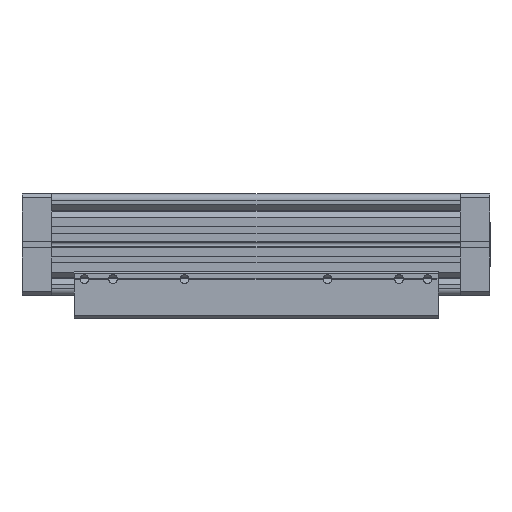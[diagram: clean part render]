
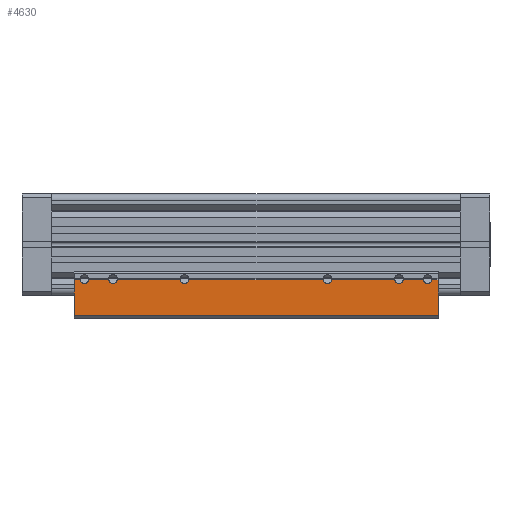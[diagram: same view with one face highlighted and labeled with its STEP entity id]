
A CAD part, front view. The second image highlights one B-rep face of the part: STEP entity #4630.
In plain terms, the highlighted face is planar.
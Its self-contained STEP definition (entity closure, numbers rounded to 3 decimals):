
#216 = FACE_OUTER_BOUND ( 'NONE', #8325, .T. ) ;
#380 = LINE ( 'NONE', #18186, #383 ) ;
#383 = VECTOR ( 'NONE', #18189, 1000. ) ;
#420 = VECTOR ( 'NONE', #18256, 1000. ) ;
#423 = LINE ( 'NONE', #18250, #420 ) ;
#536 = LINE ( 'NONE', #18537, #537 ) ;
#537 = VECTOR ( 'NONE', #18538, 1000. ) ;
#2544 = AXIS2_PLACEMENT_3D ( 'NONE', #17479, #17485, #17486 ) ;
#2887 = AXIS2_PLACEMENT_3D ( 'NONE', #23775, #23786, #23787 ) ;
#2888 = AXIS2_PLACEMENT_3D ( 'NONE', #23778, #23783, #23784 ) ;
#2889 = AXIS2_PLACEMENT_3D ( 'NONE', #23785, #23798, #23799 ) ;
#2890 = AXIS2_PLACEMENT_3D ( 'NONE', #23782, #23795, #23796 ) ;
#2891 = AXIS2_PLACEMENT_3D ( 'NONE', #23794, #23801, #23802 ) ;
#2892 = AXIS2_PLACEMENT_3D ( 'NONE', #23797, #23803, #23804 ) ;
#4630 = ADVANCED_FACE ( 'NONE', ( #216 ), #17476, .T. ) ;
#5420 = CARTESIAN_POINT ( 'NONE',  ( 459., -706.388, -45.775 ) ) ;
#5428 = DIRECTION ( 'NONE',  ( -1., 0., 0. ) ) ;
#5607 = CARTESIAN_POINT ( 'NONE',  ( 459., -706.388, -45.775 ) ) ;
#5608 = CARTESIAN_POINT ( 'NONE',  ( 459., -706.388, -45.775 ) ) ;
#5609 = DIRECTION ( 'NONE',  ( -1., 0., 0. ) ) ;
#5633 = DIRECTION ( 'NONE',  ( -1., 0., 0. ) ) ;
#5721 = CARTESIAN_POINT ( 'NONE',  ( 267.363, -706.388, -45.775 ) ) ;
#5802 = CARTESIAN_POINT ( 'NONE',  ( 370.637, -706.388, -45.775 ) ) ;
#5856 = CARTESIAN_POINT ( 'NONE',  ( 179., -678.888, -45.775 ) ) ;
#5859 = CARTESIAN_POINT ( 'NONE',  ( 454.363, -706.388, -45.775 ) ) ;
#5931 = CARTESIAN_POINT ( 'NONE',  ( 459., -678.888, -45.775 ) ) ;
#5958 = CARTESIAN_POINT ( 'NONE',  ( 260.637, -706.388, -45.775 ) ) ;
#5970 = CARTESIAN_POINT ( 'NONE',  ( 425.637, -706.388, -45.775 ) ) ;
#6066 = CARTESIAN_POINT ( 'NONE',  ( 432.363, -706.388, -45.775 ) ) ;
#6090 = CARTESIAN_POINT ( 'NONE',  ( 183.637, -706.388, -45.775 ) ) ;
#6130 = CARTESIAN_POINT ( 'NONE',  ( 377.363, -706.388, -45.775 ) ) ;
#6237 = CARTESIAN_POINT ( 'NONE',  ( 447.637, -706.388, -45.775 ) ) ;
#6241 = CARTESIAN_POINT ( 'NONE',  ( 212.363, -706.388, -45.775 ) ) ;
#6248 = CARTESIAN_POINT ( 'NONE',  ( 459., -706.388, -45.775 ) ) ;
#8325 = EDGE_LOOP ( 'NONE', ( #16617, #16618, #16619, #16620, #16621, #16622, #16623, #16624, #16625, #16626, #16627, #16628, #16629, #16630, #16631, #16632 ) ) ;
#9851 = VERTEX_POINT ( 'NONE', #17761 ) ;
#9852 = VERTEX_POINT ( 'NONE', #17762 ) ;
#9856 = VERTEX_POINT ( 'NONE', #17766 ) ;
#10843 = LINE ( 'NONE', #5420, #10845 ) ;
#10845 = VECTOR ( 'NONE', #5428, 1000. ) ;
#10898 = LINE ( 'NONE', #5608, #10903 ) ;
#10903 = VECTOR ( 'NONE', #5609, 1000. ) ;
#10915 = LINE ( 'NONE', #5607, #10917 ) ;
#10917 = VECTOR ( 'NONE', #5633, 1000. ) ;
#13588 = EDGE_CURVE ( 'NONE', #22956, #9852, #380, .T. ) ;
#13615 = EDGE_CURVE ( 'NONE', #9851, #9856, #423, .T. ) ;
#13703 = EDGE_CURVE ( 'NONE', #22824, #23107, #536, .T. ) ;
#16617 = ORIENTED_EDGE ( 'NONE', *, *, #20013, .F. ) ;
#16618 = ORIENTED_EDGE ( 'NONE', *, *, #13703, .F. ) ;
#16619 = ORIENTED_EDGE ( 'NONE', *, *, #20007, .F. ) ;
#16620 = ORIENTED_EDGE ( 'NONE', *, *, #21073, .F. ) ;
#16621 = ORIENTED_EDGE ( 'NONE', *, *, #20012, .F. ) ;
#16622 = ORIENTED_EDGE ( 'NONE', *, *, #21094, .F. ) ;
#16623 = ORIENTED_EDGE ( 'NONE', *, *, #20011, .F. ) ;
#16624 = ORIENTED_EDGE ( 'NONE', *, *, #20978, .F. ) ;
#16625 = ORIENTED_EDGE ( 'NONE', *, *, #20006, .F. ) ;
#16626 = ORIENTED_EDGE ( 'NONE', *, *, #20016, .F. ) ;
#16627 = ORIENTED_EDGE ( 'NONE', *, *, #20015, .T. ) ;
#16628 = ORIENTED_EDGE ( 'NONE', *, *, #20003, .T. ) ;
#16629 = ORIENTED_EDGE ( 'NONE', *, *, #20017, .F. ) ;
#16630 = ORIENTED_EDGE ( 'NONE', *, *, #13588, .F. ) ;
#16631 = ORIENTED_EDGE ( 'NONE', *, *, #20014, .F. ) ;
#16632 = ORIENTED_EDGE ( 'NONE', *, *, #13615, .F. ) ;
#17476 = PLANE ( 'NONE',  #2544 ) ;
#17479 = CARTESIAN_POINT ( 'NONE',  ( 459., -703.488, -45.775 ) ) ;
#17485 = DIRECTION ( 'NONE',  ( 0., 0., 1. ) ) ;
#17486 = DIRECTION ( 'NONE',  ( 1., 0., 0. ) ) ;
#17761 = CARTESIAN_POINT ( 'NONE',  ( 205.637, -706.388, -45.775 ) ) ;
#17762 = CARTESIAN_POINT ( 'NONE',  ( 179., -706.388, -45.775 ) ) ;
#17766 = CARTESIAN_POINT ( 'NONE',  ( 190.363, -706.388, -45.775 ) ) ;
#18186 = CARTESIAN_POINT ( 'NONE',  ( 459., -706.388, -45.775 ) ) ;
#18189 = DIRECTION ( 'NONE',  ( -1., 0., 0. ) ) ;
#18250 = CARTESIAN_POINT ( 'NONE',  ( 459., -706.388, -45.775 ) ) ;
#18256 = DIRECTION ( 'NONE',  ( -1., 0., 0. ) ) ;
#18537 = CARTESIAN_POINT ( 'NONE',  ( 459., -706.388, -45.775 ) ) ;
#18538 = DIRECTION ( 'NONE',  ( -1., 0., 0. ) ) ;
#19162 = LINE ( 'NONE', #23776, #19163 ) ;
#19163 = VECTOR ( 'NONE', #23777, 1000. ) ;
#19169 = CIRCLE ( 'NONE', #2888, 3.4 ) ;
#19170 = LINE ( 'NONE', #23805, #19180 ) ;
#19171 = CIRCLE ( 'NONE', #2887, 3.4 ) ;
#19177 = CIRCLE ( 'NONE', #2890, 3.4 ) ;
#19179 = CIRCLE ( 'NONE', #2889, 3.4 ) ;
#19180 = VECTOR ( 'NONE', #23806, 1000. ) ;
#19181 = CIRCLE ( 'NONE', #2891, 3.4 ) ;
#19182 = LINE ( 'NONE', #23800, #19186 ) ;
#19183 = CIRCLE ( 'NONE', #2892, 3.4 ) ;
#19184 = LINE ( 'NONE', #23807, #19185 ) ;
#19185 = VECTOR ( 'NONE', #23808, 1000. ) ;
#19186 = VECTOR ( 'NONE', #23810, 1000. ) ;
#20003 = EDGE_CURVE ( 'NONE', #22797, #22722, #19162, .T. ) ;
#20006 = EDGE_CURVE ( 'NONE', #22725, #23103, #19169, .T. ) ;
#20007 = EDGE_CURVE ( 'NONE', #22587, #22824, #19171, .T. ) ;
#20011 = EDGE_CURVE ( 'NONE', #22932, #22836, #19177, .T. ) ;
#20012 = EDGE_CURVE ( 'NONE', #22996, #22668, #19179, .T. ) ;
#20013 = EDGE_CURVE ( 'NONE', #23107, #9851, #19181, .T. ) ;
#20014 = EDGE_CURVE ( 'NONE', #9856, #22956, #19183, .T. ) ;
#20015 = EDGE_CURVE ( 'NONE', #23114, #22797, #19170, .T. ) ;
#20016 = EDGE_CURVE ( 'NONE', #23114, #22725, #19184, .T. ) ;
#20017 = EDGE_CURVE ( 'NONE', #9852, #22722, #19182, .T. ) ;
#20978 = EDGE_CURVE ( 'NONE', #23103, #22932, #10843, .T. ) ;
#21073 = EDGE_CURVE ( 'NONE', #22668, #22587, #10898, .T. ) ;
#21094 = EDGE_CURVE ( 'NONE', #22836, #22996, #10915, .T. ) ;
#22587 = VERTEX_POINT ( 'NONE', #5721 ) ;
#22668 = VERTEX_POINT ( 'NONE', #5802 ) ;
#22722 = VERTEX_POINT ( 'NONE', #5856 ) ;
#22725 = VERTEX_POINT ( 'NONE', #5859 ) ;
#22797 = VERTEX_POINT ( 'NONE', #5931 ) ;
#22824 = VERTEX_POINT ( 'NONE', #5958 ) ;
#22836 = VERTEX_POINT ( 'NONE', #5970 ) ;
#22932 = VERTEX_POINT ( 'NONE', #6066 ) ;
#22956 = VERTEX_POINT ( 'NONE', #6090 ) ;
#22996 = VERTEX_POINT ( 'NONE', #6130 ) ;
#23103 = VERTEX_POINT ( 'NONE', #6237 ) ;
#23107 = VERTEX_POINT ( 'NONE', #6241 ) ;
#23114 = VERTEX_POINT ( 'NONE', #6248 ) ;
#23775 = CARTESIAN_POINT ( 'NONE',  ( 264., -706.888, -45.775 ) ) ;
#23776 = CARTESIAN_POINT ( 'NONE',  ( 459., -678.888, -45.775 ) ) ;
#23777 = DIRECTION ( 'NONE',  ( -1., 0., 0. ) ) ;
#23778 = CARTESIAN_POINT ( 'NONE',  ( 451., -706.888, -45.775 ) ) ;
#23782 = CARTESIAN_POINT ( 'NONE',  ( 429., -706.888, -45.775 ) ) ;
#23783 = DIRECTION ( 'NONE',  ( 0., 0., 1. ) ) ;
#23784 = DIRECTION ( 'NONE',  ( 1., 0., 0. ) ) ;
#23785 = CARTESIAN_POINT ( 'NONE',  ( 374., -706.888, -45.775 ) ) ;
#23786 = DIRECTION ( 'NONE',  ( 0., 0., 1. ) ) ;
#23787 = DIRECTION ( 'NONE',  ( 1., 0., 0. ) ) ;
#23794 = CARTESIAN_POINT ( 'NONE',  ( 209., -706.888, -45.775 ) ) ;
#23795 = DIRECTION ( 'NONE',  ( 0., 0., 1. ) ) ;
#23796 = DIRECTION ( 'NONE',  ( 1., 0., 0. ) ) ;
#23797 = CARTESIAN_POINT ( 'NONE',  ( 187., -706.888, -45.775 ) ) ;
#23798 = DIRECTION ( 'NONE',  ( 0., 0., 1. ) ) ;
#23799 = DIRECTION ( 'NONE',  ( 1., 0., 0. ) ) ;
#23800 = CARTESIAN_POINT ( 'NONE',  ( 179., -703.488, -45.775 ) ) ;
#23801 = DIRECTION ( 'NONE',  ( 0., 0., 1. ) ) ;
#23802 = DIRECTION ( 'NONE',  ( 1., 0., 0. ) ) ;
#23803 = DIRECTION ( 'NONE',  ( 0., 0., 1. ) ) ;
#23804 = DIRECTION ( 'NONE',  ( 1., 0., 0. ) ) ;
#23805 = CARTESIAN_POINT ( 'NONE',  ( 459., -703.488, -45.775 ) ) ;
#23806 = DIRECTION ( 'NONE',  ( 0., 1., 0. ) ) ;
#23807 = CARTESIAN_POINT ( 'NONE',  ( 459., -706.388, -45.775 ) ) ;
#23808 = DIRECTION ( 'NONE',  ( -1., 0., 0. ) ) ;
#23810 = DIRECTION ( 'NONE',  ( 0., 1., 0. ) ) ;
